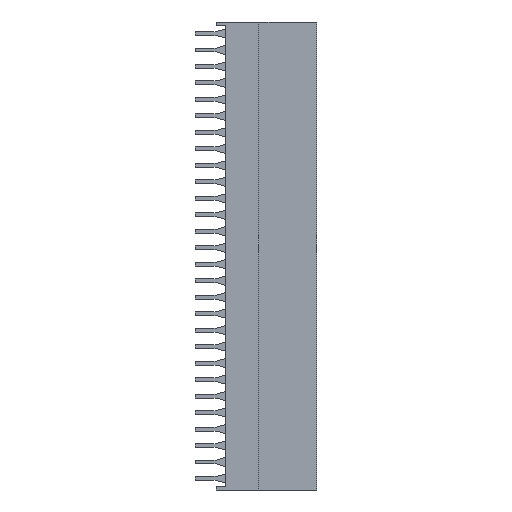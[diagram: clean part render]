
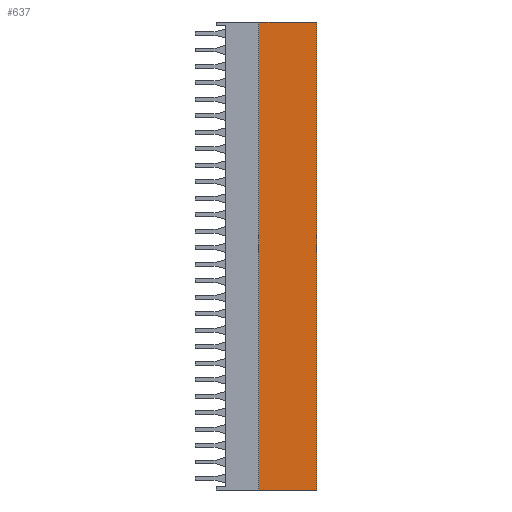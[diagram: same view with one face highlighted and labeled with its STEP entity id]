
A CAD part, left-side view. The second image highlights one B-rep face of the part: STEP entity #637.
In plain terms, the highlighted planar face has unit normal (-1, 0, 0).
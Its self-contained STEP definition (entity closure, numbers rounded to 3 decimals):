
#22 = VERTEX_POINT('',#23);
#23 = CARTESIAN_POINT('',(20.726,34.29,0.));
#32 = PLANE('',#33);
#33 = AXIS2_PLACEMENT_3D('',#34,#35,#36);
#34 = CARTESIAN_POINT('',(20.726,34.29,2.794));
#35 = DIRECTION('',(0.,1.,0.));
#36 = DIRECTION('',(1.,0.,0.));
#43 = PLANE('',#44);
#44 = AXIS2_PLACEMENT_3D('',#45,#46,#47);
#45 = CARTESIAN_POINT('',(0.,0.,0.));
#46 = DIRECTION('',(0.,0.,1.));
#47 = DIRECTION('',(1.,0.,-0.));
#83 = VERTEX_POINT('',#84);
#84 = CARTESIAN_POINT('',(20.726,34.29,-72.136));
#98 = PLANE('',#99);
#99 = AXIS2_PLACEMENT_3D('',#100,#101,#102);
#100 = CARTESIAN_POINT('',(0.,50.8,-72.136));
#101 = DIRECTION('',(0.,0.,-1.));
#102 = DIRECTION('',(1.,0.,0.));
#110 = EDGE_CURVE('',#22,#83,#111,.T.);
#111 = SURFACE_CURVE('',#112,(#116,#123),.PCURVE_S1.);
#112 = LINE('',#113,#114);
#113 = CARTESIAN_POINT('',(20.726,34.29,2.032));
#114 = VECTOR('',#115,1.);
#115 = DIRECTION('',(0.,0.,-1.));
#116 = PCURVE('',#32,#117);
#117 = DEFINITIONAL_REPRESENTATION('',(#118),#122);
#118 = LINE('',#119,#120);
#119 = CARTESIAN_POINT('',(0.,0.762));
#120 = VECTOR('',#121,1.);
#121 = DIRECTION('',(0.,1.));
#122 = ( GEOMETRIC_REPRESENTATION_CONTEXT(2) 
PARAMETRIC_REPRESENTATION_CONTEXT() REPRESENTATION_CONTEXT('2D SPACE',''
  ) );
#123 = PCURVE('',#124,#129);
#124 = PLANE('',#125);
#125 = AXIS2_PLACEMENT_3D('',#126,#127,#128);
#126 = CARTESIAN_POINT('',(20.726,25.4,2.794));
#127 = DIRECTION('',(-1.,0.,0.));
#128 = DIRECTION('',(0.,1.,0.));
#129 = DEFINITIONAL_REPRESENTATION('',(#130),#134);
#130 = LINE('',#131,#132);
#131 = CARTESIAN_POINT('',(8.89,0.762));
#132 = VECTOR('',#133,1.);
#133 = DIRECTION('',(0.,1.));
#134 = ( GEOMETRIC_REPRESENTATION_CONTEXT(2) 
PARAMETRIC_REPRESENTATION_CONTEXT() REPRESENTATION_CONTEXT('2D SPACE',''
  ) );
#140 = EDGE_CURVE('',#141,#22,#143,.T.);
#141 = VERTEX_POINT('',#142);
#142 = CARTESIAN_POINT('',(20.726,25.4,0.));
#143 = SURFACE_CURVE('',#144,(#148,#154),.PCURVE_S1.);
#144 = LINE('',#145,#146);
#145 = CARTESIAN_POINT('',(20.726,12.7,0.));
#146 = VECTOR('',#147,1.);
#147 = DIRECTION('',(0.,1.,-0.));
#148 = PCURVE('',#43,#149);
#149 = DEFINITIONAL_REPRESENTATION('',(#150),#153);
#150 = B_SPLINE_CURVE_WITH_KNOTS('',1,(#151,#152),.UNSPECIFIED.,.F.,.F.,
  (2,2),(12.7,21.59),.PIECEWISE_BEZIER_KNOTS.);
#151 = CARTESIAN_POINT('',(20.726,25.4));
#152 = CARTESIAN_POINT('',(20.726,34.29));
#153 = ( GEOMETRIC_REPRESENTATION_CONTEXT(2) 
PARAMETRIC_REPRESENTATION_CONTEXT() REPRESENTATION_CONTEXT('2D SPACE',''
  ) );
#154 = PCURVE('',#124,#155);
#155 = DEFINITIONAL_REPRESENTATION('',(#156),#159);
#156 = B_SPLINE_CURVE_WITH_KNOTS('',1,(#157,#158),.UNSPECIFIED.,.F.,.F.,
  (2,2),(12.7,21.59),.PIECEWISE_BEZIER_KNOTS.);
#157 = CARTESIAN_POINT('',(0.,2.794));
#158 = CARTESIAN_POINT('',(8.89,2.794));
#159 = ( GEOMETRIC_REPRESENTATION_CONTEXT(2) 
PARAMETRIC_REPRESENTATION_CONTEXT() REPRESENTATION_CONTEXT('2D SPACE',''
  ) );
#176 = PLANE('',#177);
#177 = AXIS2_PLACEMENT_3D('',#178,#179,#180);
#178 = CARTESIAN_POINT('',(30.074,25.4,2.794));
#179 = DIRECTION('',(0.,-1.,0.));
#180 = DIRECTION('',(-1.,0.,0.));
#637 = ADVANCED_FACE('',(#638),#124,.T.);
#638 = FACE_BOUND('',#639,.T.);
#639 = EDGE_LOOP('',(#640,#641,#642,#665));
#640 = ORIENTED_EDGE('',*,*,#140,.T.);
#641 = ORIENTED_EDGE('',*,*,#110,.T.);
#642 = ORIENTED_EDGE('',*,*,#643,.T.);
#643 = EDGE_CURVE('',#83,#644,#646,.T.);
#644 = VERTEX_POINT('',#645);
#645 = CARTESIAN_POINT('',(20.726,25.4,-72.136));
#646 = SURFACE_CURVE('',#647,(#651,#658),.PCURVE_S1.);
#647 = LINE('',#648,#649);
#648 = CARTESIAN_POINT('',(20.726,38.1,-72.136));
#649 = VECTOR('',#650,1.);
#650 = DIRECTION('',(0.,-1.,0.));
#651 = PCURVE('',#124,#652);
#652 = DEFINITIONAL_REPRESENTATION('',(#653),#657);
#653 = LINE('',#654,#655);
#654 = CARTESIAN_POINT('',(12.7,74.93));
#655 = VECTOR('',#656,1.);
#656 = DIRECTION('',(-1.,0.));
#657 = ( GEOMETRIC_REPRESENTATION_CONTEXT(2) 
PARAMETRIC_REPRESENTATION_CONTEXT() REPRESENTATION_CONTEXT('2D SPACE',''
  ) );
#658 = PCURVE('',#98,#659);
#659 = DEFINITIONAL_REPRESENTATION('',(#660),#664);
#660 = LINE('',#661,#662);
#661 = CARTESIAN_POINT('',(20.726,12.7));
#662 = VECTOR('',#663,1.);
#663 = DIRECTION('',(0.,1.));
#664 = ( GEOMETRIC_REPRESENTATION_CONTEXT(2) 
PARAMETRIC_REPRESENTATION_CONTEXT() REPRESENTATION_CONTEXT('2D SPACE',''
  ) );
#665 = ORIENTED_EDGE('',*,*,#666,.F.);
#666 = EDGE_CURVE('',#141,#644,#667,.T.);
#667 = SURFACE_CURVE('',#668,(#672,#679),.PCURVE_S1.);
#668 = LINE('',#669,#670);
#669 = CARTESIAN_POINT('',(20.726,25.4,2.032));
#670 = VECTOR('',#671,1.);
#671 = DIRECTION('',(0.,0.,-1.));
#672 = PCURVE('',#124,#673);
#673 = DEFINITIONAL_REPRESENTATION('',(#674),#678);
#674 = LINE('',#675,#676);
#675 = CARTESIAN_POINT('',(0.,0.762));
#676 = VECTOR('',#677,1.);
#677 = DIRECTION('',(0.,1.));
#678 = ( GEOMETRIC_REPRESENTATION_CONTEXT(2) 
PARAMETRIC_REPRESENTATION_CONTEXT() REPRESENTATION_CONTEXT('2D SPACE',''
  ) );
#679 = PCURVE('',#176,#680);
#680 = DEFINITIONAL_REPRESENTATION('',(#681),#685);
#681 = LINE('',#682,#683);
#682 = CARTESIAN_POINT('',(9.347,0.762));
#683 = VECTOR('',#684,1.);
#684 = DIRECTION('',(0.,1.));
#685 = ( GEOMETRIC_REPRESENTATION_CONTEXT(2) 
PARAMETRIC_REPRESENTATION_CONTEXT() REPRESENTATION_CONTEXT('2D SPACE',''
  ) );
